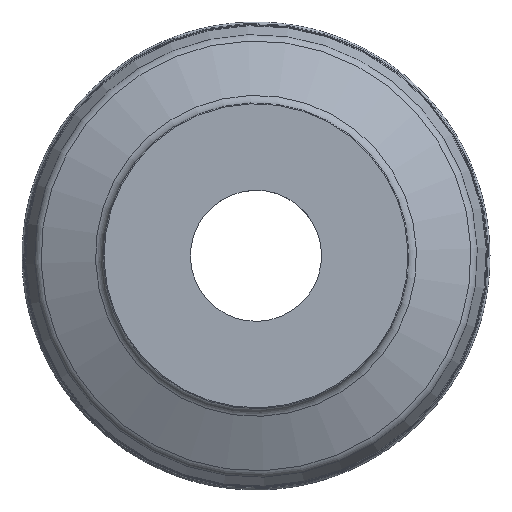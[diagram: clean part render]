
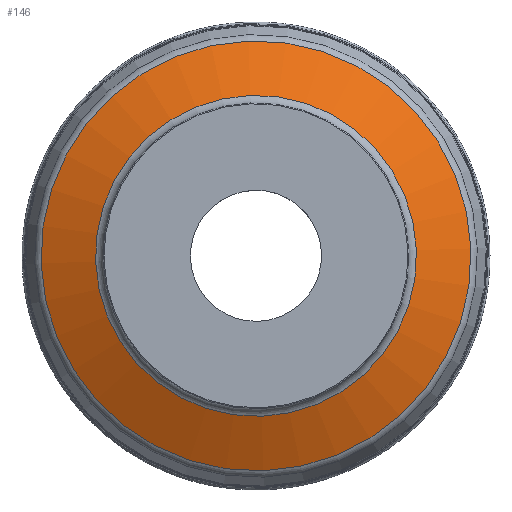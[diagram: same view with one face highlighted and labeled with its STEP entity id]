
A CAD part, top view. The second image highlights one B-rep face of the part: STEP entity #146.
In plain terms, the highlighted conical face has half-angle 64.994 degrees and reference radius 100.396 mm.
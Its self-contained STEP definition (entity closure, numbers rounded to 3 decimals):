
#108=CONICAL_SURFACE('',#732,100.396,64.994);
#146=ADVANCED_FACE('CN_SU3',(#212,#213),#108,.T.);
#212=FACE_BOUND('',#287,.T.);
#213=FACE_BOUND('',#288,.T.);
#287=EDGE_LOOP('',(#365));
#288=EDGE_LOOP('',(#366));
#365=ORIENTED_EDGE('',*,*,#470,.T.);
#366=ORIENTED_EDGE('',*,*,#471,.T.);
#430=VERTEX_POINT('',#1058);
#431=VERTEX_POINT('',#1060);
#470=EDGE_CURVE('',#430,#430,#509,.T.);
#471=EDGE_CURVE('',#431,#431,#510,.T.);
#509=CIRCLE('',#730,98.417);
#510=CIRCLE('',#731,73.464);
#730=AXIS2_PLACEMENT_3D('',#1057,#876,#877);
#731=AXIS2_PLACEMENT_3D('',#1059,#878,#879);
#732=AXIS2_PLACEMENT_3D('',#1061,#880,#881);
#876=DIRECTION('',(0.,0.,1.));
#877=DIRECTION('',(0.978,0.208,0.));
#878=DIRECTION('',(0.,0.,-1.));
#879=DIRECTION('',(-0.978,-0.208,0.));
#880=DIRECTION('',(0.,0.,-1.));
#881=DIRECTION('',(-0.978,-0.208,0.));
#1057=CARTESIAN_POINT('',(0.,0.,-32.077));
#1058=CARTESIAN_POINT('',(96.267,20.462,-32.077));
#1059=CARTESIAN_POINT('',(0.,0.,-20.438));
#1060=CARTESIAN_POINT('',(-71.858,-15.274,-20.438));
#1061=CARTESIAN_POINT('',(0.,0.,-33.));
